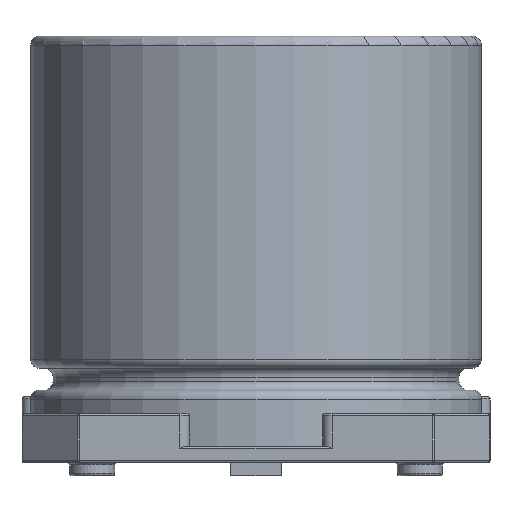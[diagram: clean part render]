
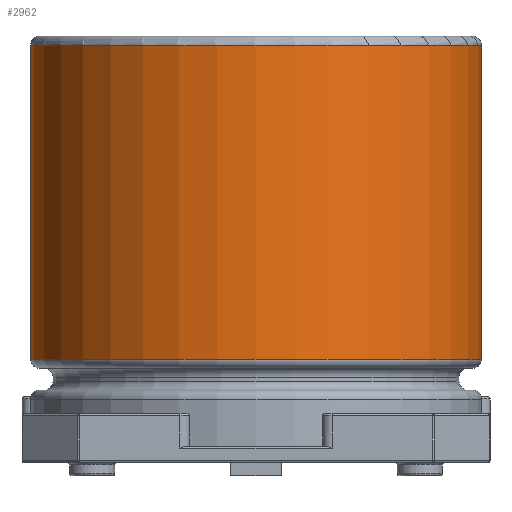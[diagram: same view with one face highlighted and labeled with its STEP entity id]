
A CAD part, left-side view. The second image highlights one B-rep face of the part: STEP entity #2962.
In plain terms, the highlighted cylindrical face has radius 4 mm (diameter 8 mm), a full revolution.
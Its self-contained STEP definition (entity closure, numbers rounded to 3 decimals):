
#310=CYLINDRICAL_SURFACE('',#3229,4.);
#429=FACE_OUTER_BOUND('',#572,.T.);
#572=EDGE_LOOP('',(#2702,#2703,#2704,#2705,#2706,#2707));
#712=LINE('',#5660,#842);
#842=VECTOR('',#3858,4.);
#975=CIRCLE('',#3227,4.);
#976=CIRCLE('',#3228,4.);
#977=CIRCLE('',#3230,4.);
#978=CIRCLE('',#3231,4.);
#1346=VERTEX_POINT('',#5653);
#1347=VERTEX_POINT('',#5655);
#1348=VERTEX_POINT('',#5659);
#1349=VERTEX_POINT('',#5661);
#1806=EDGE_CURVE('',#1346,#1347,#975,.T.);
#1807=EDGE_CURVE('',#1347,#1346,#976,.T.);
#1808=EDGE_CURVE('',#1347,#1348,#712,.T.);
#1809=EDGE_CURVE('',#1349,#1348,#977,.T.);
#1810=EDGE_CURVE('',#1348,#1349,#978,.T.);
#2702=ORIENTED_EDGE('',*,*,#1807,.F.);
#2703=ORIENTED_EDGE('',*,*,#1808,.T.);
#2704=ORIENTED_EDGE('',*,*,#1809,.F.);
#2705=ORIENTED_EDGE('',*,*,#1810,.F.);
#2706=ORIENTED_EDGE('',*,*,#1808,.F.);
#2707=ORIENTED_EDGE('',*,*,#1806,.F.);
#2962=ADVANCED_FACE('',(#429),#310,.T.);
#3227=AXIS2_PLACEMENT_3D('',#5656,#3852,#3853);
#3228=AXIS2_PLACEMENT_3D('',#5657,#3854,#3855);
#3229=AXIS2_PLACEMENT_3D('',#5658,#3856,#3857);
#3230=AXIS2_PLACEMENT_3D('',#5662,#3859,#3860);
#3231=AXIS2_PLACEMENT_3D('',#5663,#3861,#3862);
#3852=DIRECTION('center_axis',(0.,0.,1.));
#3853=DIRECTION('ref_axis',(0.,1.,0.));
#3854=DIRECTION('center_axis',(0.,0.,1.));
#3855=DIRECTION('ref_axis',(0.,1.,0.));
#3856=DIRECTION('center_axis',(0.,0.,1.));
#3857=DIRECTION('ref_axis',(0.,1.,0.));
#3858=DIRECTION('',(0.,0.,-1.));
#3859=DIRECTION('center_axis',(0.,0.,-1.));
#3860=DIRECTION('ref_axis',(0.,-1.,0.));
#3861=DIRECTION('center_axis',(0.,0.,-1.));
#3862=DIRECTION('ref_axis',(0.,-1.,0.));
#5653=CARTESIAN_POINT('',(0.,4.,7.64));
#5655=CARTESIAN_POINT('',(0.,-4.,7.64));
#5656=CARTESIAN_POINT('Origin',(0.,0.,7.64));
#5657=CARTESIAN_POINT('Origin',(0.,0.,7.64));
#5658=CARTESIAN_POINT('Origin',(0.,0.,0.527));
#5659=CARTESIAN_POINT('',(0.,-4.,2.071));
#5660=CARTESIAN_POINT('',(0.,-4.,0.527));
#5661=CARTESIAN_POINT('',(0.,4.,2.071));
#5662=CARTESIAN_POINT('Origin',(0.,0.,2.071));
#5663=CARTESIAN_POINT('Origin',(0.,0.,2.071));
